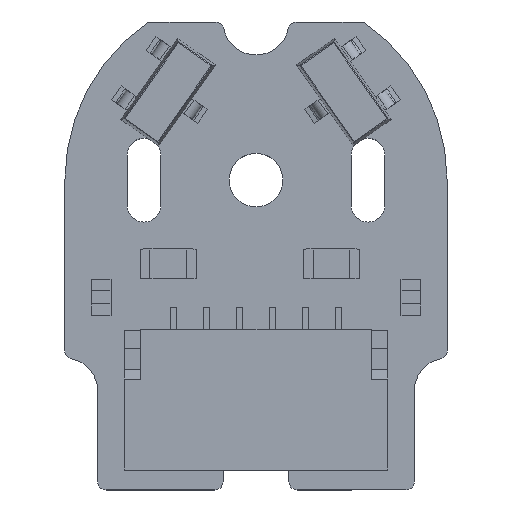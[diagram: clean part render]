
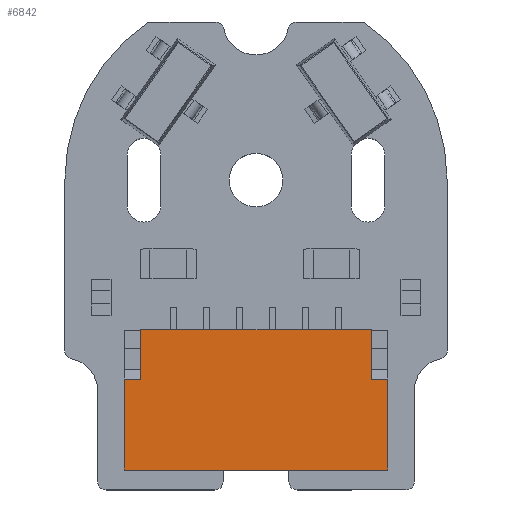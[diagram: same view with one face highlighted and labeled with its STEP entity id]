
A CAD part, top view. The second image highlights one B-rep face of the part: STEP entity #6842.
In plain terms, the highlighted planar face has unit normal (0, 0, 1).
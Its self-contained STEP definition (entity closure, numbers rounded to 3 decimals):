
#657 = VECTOR ( 'NONE', #7382, 1000. ) ;
#1204 = LINE ( 'NONE', #7475, #20748 ) ;
#1268 = VERTEX_POINT ( 'NONE', #15967 ) ;
#2764 = DIRECTION ( 'NONE',  ( 1., 0., 0. ) ) ;
#2898 = EDGE_CURVE ( 'NONE', #25434, #13845, #1204, .T. ) ;
#3288 = VECTOR ( 'NONE', #20173, 1000. ) ;
#3715 = EDGE_CURVE ( 'NONE', #26521, #5851, #8407, .T. ) ;
#4716 = CARTESIAN_POINT ( 'NONE',  ( 3.5, -4.55, 3.747 ) ) ;
#4825 = DIRECTION ( 'NONE',  ( 0., -1., 0. ) ) ;
#5319 = VECTOR ( 'NONE', #4825, 1000. ) ;
#5851 = VERTEX_POINT ( 'NONE', #19790 ) ;
#6706 = ORIENTED_EDGE ( 'NONE', *, *, #3715, .F. ) ;
#6842 = ADVANCED_FACE ( 'NONE', ( #21817 ), #25530, .F. ) ;
#7382 = DIRECTION ( 'NONE',  ( 0., 1., 0. ) ) ;
#7395 = CARTESIAN_POINT ( 'NONE',  ( 4., -6.039, 3.747 ) ) ;
#7475 = CARTESIAN_POINT ( 'NONE',  ( -4., -8.8, 3.747 ) ) ;
#8051 = LINE ( 'NONE', #27344, #32912 ) ;
#8407 = LINE ( 'NONE', #10241, #657 ) ;
#8474 = ORIENTED_EDGE ( 'NONE', *, *, #16902, .F. ) ;
#9170 = LINE ( 'NONE', #4716, #5319 ) ;
#9536 = VERTEX_POINT ( 'NONE', #10317 ) ;
#10046 = ORIENTED_EDGE ( 'NONE', *, *, #32728, .F. ) ;
#10241 = CARTESIAN_POINT ( 'NONE',  ( -3.5, -4.55, 3.747 ) ) ;
#10317 = CARTESIAN_POINT ( 'NONE',  ( 3.5, -6.039, 3.747 ) ) ;
#11823 = CARTESIAN_POINT ( 'NONE',  ( -4., -4.55, 3.747 ) ) ;
#12226 = DIRECTION ( 'NONE',  ( 0., -1., 0. ) ) ;
#12563 = EDGE_CURVE ( 'NONE', #5851, #16142, #30422, .T. ) ;
#12664 = LINE ( 'NONE', #26966, #29718 ) ;
#12936 = CARTESIAN_POINT ( 'NONE',  ( 3.5, -4.55, 3.747 ) ) ;
#13108 = ORIENTED_EDGE ( 'NONE', *, *, #32648, .F. ) ;
#13333 = CARTESIAN_POINT ( 'NONE',  ( -3.5, -6.039, 3.747 ) ) ;
#13542 = VERTEX_POINT ( 'NONE', #7395 ) ;
#13666 = DIRECTION ( 'NONE',  ( 1., 0., 0. ) ) ;
#13845 = VERTEX_POINT ( 'NONE', #16806 ) ;
#14170 = DIRECTION ( 'NONE',  ( 0., 0., -1. ) ) ;
#15967 = CARTESIAN_POINT ( 'NONE',  ( -4., -6.039, 3.747 ) ) ;
#16142 = VERTEX_POINT ( 'NONE', #12936 ) ;
#16542 = ORIENTED_EDGE ( 'NONE', *, *, #2898, .F. ) ;
#16806 = CARTESIAN_POINT ( 'NONE',  ( -4., -8.8, 3.747 ) ) ;
#16902 = EDGE_CURVE ( 'NONE', #13542, #25434, #19495, .T. ) ;
#18136 = EDGE_CURVE ( 'NONE', #1268, #26521, #29874, .T. ) ;
#18442 = ORIENTED_EDGE ( 'NONE', *, *, #18136, .F. ) ;
#19495 = LINE ( 'NONE', #23475, #29974 ) ;
#19790 = CARTESIAN_POINT ( 'NONE',  ( -3.5, -4.55, 3.747 ) ) ;
#20173 = DIRECTION ( 'NONE',  ( 1., 0., 0. ) ) ;
#20281 = ORIENTED_EDGE ( 'NONE', *, *, #12563, .F. ) ;
#20748 = VECTOR ( 'NONE', #26950, 1000. ) ;
#21817 = FACE_OUTER_BOUND ( 'NONE', #23147, .T. ) ;
#21985 = CARTESIAN_POINT ( 'NONE',  ( -4., -4.55, 3.747 ) ) ;
#23147 = EDGE_LOOP ( 'NONE', ( #10046, #16542, #8474, #28975, #13108, #20281, #6706, #18442 ) ) ;
#23475 = CARTESIAN_POINT ( 'NONE',  ( 4., -4.55, 3.747 ) ) ;
#25434 = VERTEX_POINT ( 'NONE', #34669 ) ;
#25530 = PLANE ( 'NONE',  #28933 ) ;
#26521 = VERTEX_POINT ( 'NONE', #13333 ) ;
#26950 = DIRECTION ( 'NONE',  ( -1., 0., 0. ) ) ;
#26966 = CARTESIAN_POINT ( 'NONE',  ( -4., -4.55, 3.747 ) ) ;
#27344 = CARTESIAN_POINT ( 'NONE',  ( -4., -6.039, 3.747 ) ) ;
#28252 = DIRECTION ( 'NONE',  ( 0., 1., 0. ) ) ;
#28933 = AXIS2_PLACEMENT_3D ( 'NONE', #11823, #14170, #28252 ) ;
#28975 = ORIENTED_EDGE ( 'NONE', *, *, #30936, .F. ) ;
#29718 = VECTOR ( 'NONE', #29905, 1000. ) ;
#29874 = LINE ( 'NONE', #30928, #3288 ) ;
#29905 = DIRECTION ( 'NONE',  ( 0., 1., 0. ) ) ;
#29974 = VECTOR ( 'NONE', #12226, 1000. ) ;
#30422 = LINE ( 'NONE', #21985, #32213 ) ;
#30928 = CARTESIAN_POINT ( 'NONE',  ( -4., -6.039, 3.747 ) ) ;
#30936 = EDGE_CURVE ( 'NONE', #9536, #13542, #8051, .T. ) ;
#32213 = VECTOR ( 'NONE', #13666, 1000. ) ;
#32648 = EDGE_CURVE ( 'NONE', #16142, #9536, #9170, .T. ) ;
#32728 = EDGE_CURVE ( 'NONE', #13845, #1268, #12664, .T. ) ;
#32912 = VECTOR ( 'NONE', #2764, 1000. ) ;
#34669 = CARTESIAN_POINT ( 'NONE',  ( 4., -8.8, 3.747 ) ) ;
